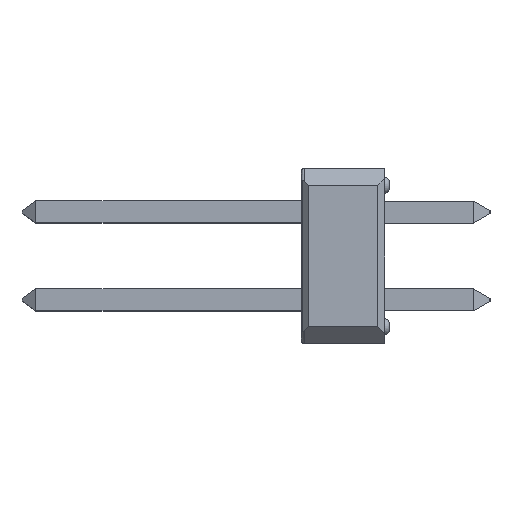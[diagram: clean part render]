
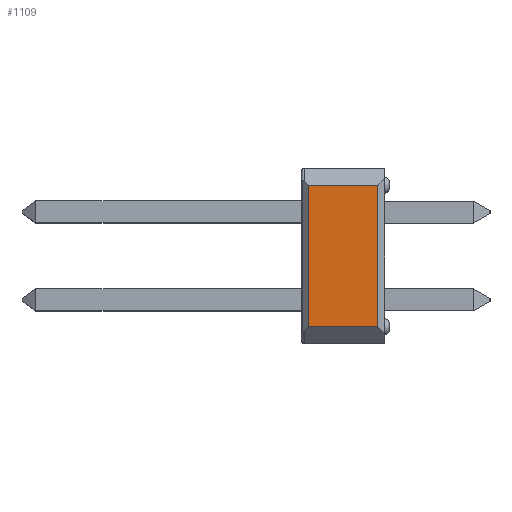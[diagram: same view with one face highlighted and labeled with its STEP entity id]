
A CAD part, left-side view. The second image highlights one B-rep face of the part: STEP entity #1109.
In plain terms, the highlighted planar face has unit normal (-1, 0, 0).
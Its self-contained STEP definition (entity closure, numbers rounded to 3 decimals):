
#116 = EDGE_CURVE ( 'NONE', #714, #259, #2010, .T. ) ;
#118 = CARTESIAN_POINT ( 'NONE',  ( -1.27, 2.4, 2.04 ) ) ;
#239 = DIRECTION ( 'NONE',  ( 0., 0., -1. ) ) ;
#250 = VECTOR ( 'NONE', #1541, 1000. ) ;
#259 = VERTEX_POINT ( 'NONE', #1293 ) ;
#292 = DIRECTION ( 'NONE',  ( 0., 1., 0. ) ) ;
#402 = ORIENTED_EDGE ( 'NONE', *, *, #116, .T. ) ;
#406 = LINE ( 'NONE', #1550, #2122 ) ;
#448 = CARTESIAN_POINT ( 'NONE',  ( -1.27, 2.2, 2.04 ) ) ;
#461 = LINE ( 'NONE', #526, #250 ) ;
#526 = CARTESIAN_POINT ( 'NONE',  ( -1.27, 2.4, -2.04 ) ) ;
#591 = VERTEX_POINT ( 'NONE', #448 ) ;
#695 = ORIENTED_EDGE ( 'NONE', *, *, #2000, .T. ) ;
#702 = ORIENTED_EDGE ( 'NONE', *, *, #764, .T. ) ;
#714 = VERTEX_POINT ( 'NONE', #1831 ) ;
#764 = EDGE_CURVE ( 'NONE', #1628, #714, #461, .T. ) ;
#770 = CARTESIAN_POINT ( 'NONE',  ( -1.27, 2.2, -2.04 ) ) ;
#790 = ORIENTED_EDGE ( 'NONE', *, *, #1390, .T. ) ;
#815 = FACE_OUTER_BOUND ( 'NONE', #2059, .T. ) ;
#871 = AXIS2_PLACEMENT_3D ( 'NONE', #1413, #1269, #239 ) ;
#881 = DIRECTION ( 'NONE',  ( 0., 0., 1. ) ) ;
#924 = LINE ( 'NONE', #118, #1747 ) ;
#1080 = DIRECTION ( 'NONE',  ( 0., 0., -1. ) ) ;
#1106 = PLANE ( 'NONE',  #871 ) ;
#1109 = ADVANCED_FACE ( 'NONE', ( #815 ), #1106, .F. ) ;
#1269 = DIRECTION ( 'NONE',  ( 1., 0., 0. ) ) ;
#1293 = CARTESIAN_POINT ( 'NONE',  ( -1.27, 0.2, 2.04 ) ) ;
#1390 = EDGE_CURVE ( 'NONE', #259, #591, #924, .T. ) ;
#1413 = CARTESIAN_POINT ( 'NONE',  ( -1.27, 2.4, -2.54 ) ) ;
#1541 = DIRECTION ( 'NONE',  ( 0., -1., 0. ) ) ;
#1550 = CARTESIAN_POINT ( 'NONE',  ( -1.27, 2.2, -2.04 ) ) ;
#1607 = VECTOR ( 'NONE', #881, 1000. ) ;
#1628 = VERTEX_POINT ( 'NONE', #770 ) ;
#1747 = VECTOR ( 'NONE', #292, 1000. ) ;
#1831 = CARTESIAN_POINT ( 'NONE',  ( -1.27, 0.2, -2.04 ) ) ;
#1865 = CARTESIAN_POINT ( 'NONE',  ( -1.27, 0.2, -2.54 ) ) ;
#2000 = EDGE_CURVE ( 'NONE', #591, #1628, #406, .T. ) ;
#2010 = LINE ( 'NONE', #1865, #1607 ) ;
#2059 = EDGE_LOOP ( 'NONE', ( #702, #402, #790, #695 ) ) ;
#2122 = VECTOR ( 'NONE', #1080, 1000. ) ;
